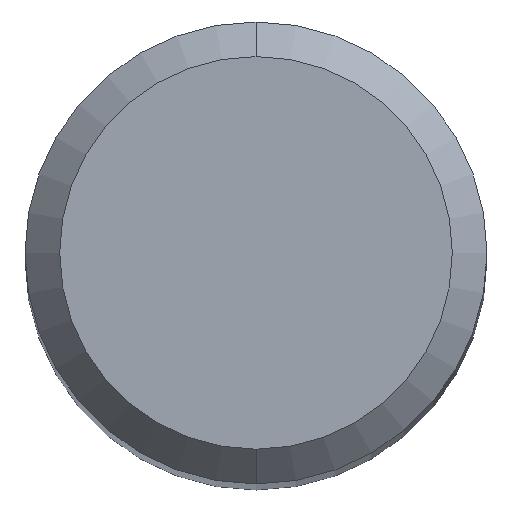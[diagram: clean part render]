
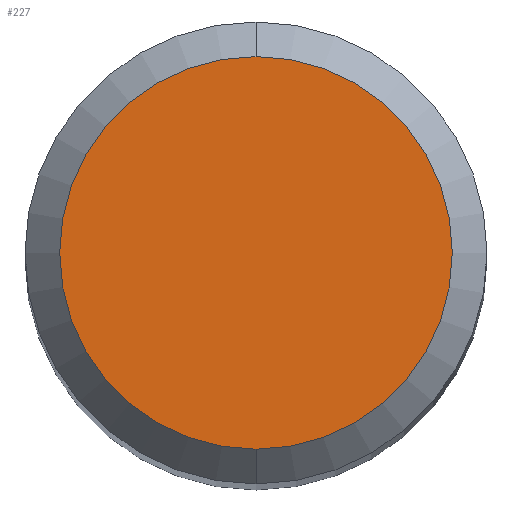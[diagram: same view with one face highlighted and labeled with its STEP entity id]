
A CAD part, top view. The second image highlights one B-rep face of the part: STEP entity #227.
In plain terms, the highlighted planar face has unit normal (0, 0, 1).
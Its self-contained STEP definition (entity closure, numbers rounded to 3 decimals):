
#181=VERTEX_POINT('',#496);
#227=ADVANCED_FACE('',(#545),#546,.T.);
#243=EDGE_CURVE('',#181,#397,#563,.T.);
#315=EDGE_CURVE('',#397,#181,#644,.T.);
#397=VERTEX_POINT('',#735);
#496=CARTESIAN_POINT('',(0.0,1.7,0.0));
#545=FACE_OUTER_BOUND('',#920,.T.);
#546=PLANE('',#921);
#563=CIRCLE('',#980,1.7);
#644=CIRCLE('',#1176,1.7);
#735=CARTESIAN_POINT('',(0.,-1.7,0.0));
#920=EDGE_LOOP('',(#1527,#1528));
#921=AXIS2_PLACEMENT_3D('',#1529,#1530,#1531);
#980=AXIS2_PLACEMENT_3D('',#1542,#1543,#1544);
#1176=AXIS2_PLACEMENT_3D('',#1639,#1640,#1641);
#1527=ORIENTED_EDGE('',*,*,#243,.F.);
#1528=ORIENTED_EDGE('',*,*,#315,.F.);
#1529=CARTESIAN_POINT('',(0.0,0.85,0.0));
#1530=DIRECTION('',(-0.0,0.0,1.0));
#1531=DIRECTION('',(0.0,-1.0,0.0));
#1542=CARTESIAN_POINT('',(0.0,0.0,0.0));
#1543=DIRECTION('',(0.0,0.0,-1.0));
#1544=DIRECTION('',(0.0,1.0,0.0));
#1639=CARTESIAN_POINT('',(0.0,0.0,0.0));
#1640=DIRECTION('',(0.0,0.0,-1.0));
#1641=DIRECTION('',(0.0,1.0,0.0));
